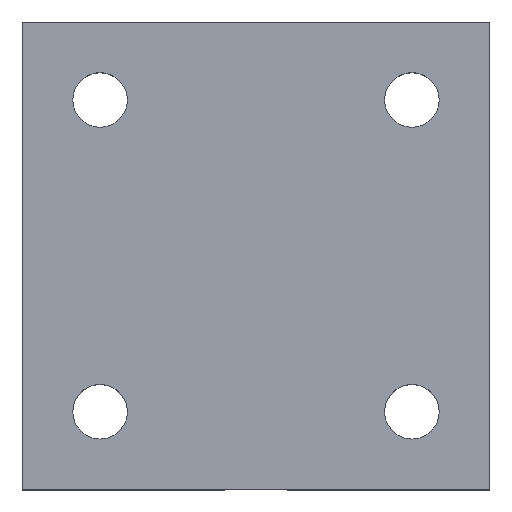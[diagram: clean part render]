
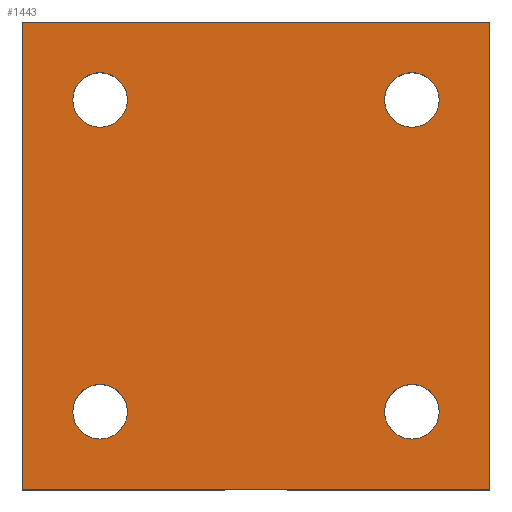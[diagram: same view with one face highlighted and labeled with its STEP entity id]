
A CAD part, top view. The second image highlights one B-rep face of the part: STEP entity #1443.
In plain terms, the highlighted planar face has unit normal (0, 0, 1).
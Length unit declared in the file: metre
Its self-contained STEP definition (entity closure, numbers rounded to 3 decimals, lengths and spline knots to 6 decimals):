
#57=CIRCLE('',#1554,0.00175);
#58=CIRCLE('',#1555,0.00175);
#59=CIRCLE('',#1556,0.00175);
#60=CIRCLE('',#1557,0.00175);
#227=ORIENTED_EDGE('',*,*,#613,.T.);
#228=ORIENTED_EDGE('',*,*,#614,.T.);
#229=ORIENTED_EDGE('',*,*,#615,.T.);
#230=ORIENTED_EDGE('',*,*,#616,.T.);
#231=ORIENTED_EDGE('',*,*,#601,.F.);
#232=ORIENTED_EDGE('',*,*,#604,.T.);
#233=ORIENTED_EDGE('',*,*,#607,.T.);
#234=ORIENTED_EDGE('',*,*,#608,.F.);
#601=EDGE_CURVE('',#802,#803,#922,.T.);
#604=EDGE_CURVE('',#802,#804,#925,.T.);
#607=EDGE_CURVE('',#804,#805,#927,.T.);
#608=EDGE_CURVE('',#803,#805,#928,.T.);
#613=EDGE_CURVE('',#806,#806,#57,.F.);
#614=EDGE_CURVE('',#807,#807,#58,.F.);
#615=EDGE_CURVE('',#808,#808,#59,.F.);
#616=EDGE_CURVE('',#809,#809,#60,.F.);
#802=VERTEX_POINT('',#2168);
#803=VERTEX_POINT('',#2170);
#804=VERTEX_POINT('',#2174);
#805=VERTEX_POINT('',#2179);
#806=VERTEX_POINT('',#2193);
#807=VERTEX_POINT('',#2195);
#808=VERTEX_POINT('',#2197);
#809=VERTEX_POINT('',#2199);
#922=LINE('',#2169,#1066);
#925=LINE('',#2175,#1069);
#927=LINE('',#2180,#1071);
#928=LINE('',#2182,#1072);
#1066=VECTOR('',#1721,1.);
#1069=VECTOR('',#1726,1.);
#1071=VECTOR('',#1732,1.);
#1072=VECTOR('',#1735,1.);
#1178=EDGE_LOOP('',(#227));
#1179=EDGE_LOOP('',(#228));
#1180=EDGE_LOOP('',(#229));
#1181=EDGE_LOOP('',(#230));
#1182=EDGE_LOOP('',(#231,#232,#233,#234));
#1290=FACE_BOUND('',#1178,.T.);
#1291=FACE_BOUND('',#1179,.T.);
#1292=FACE_BOUND('',#1180,.T.);
#1293=FACE_BOUND('',#1181,.T.);
#1294=FACE_BOUND('',#1182,.T.);
#1387=PLANE('',#1553);
#1443=ADVANCED_FACE('',(#1290,#1291,#1292,#1293,#1294),#1387,.T.);
#1553=AXIS2_PLACEMENT_3D('',#2191,#1748,#1749);
#1554=AXIS2_PLACEMENT_3D('',#2192,#1750,#1751);
#1555=AXIS2_PLACEMENT_3D('',#2194,#1752,#1753);
#1556=AXIS2_PLACEMENT_3D('',#2196,#1754,#1755);
#1557=AXIS2_PLACEMENT_3D('',#2198,#1756,#1757);
#1721=DIRECTION('',(-1.,0.,0.));
#1726=DIRECTION('',(0.,1.,0.));
#1732=DIRECTION('',(-1.,0.,0.));
#1735=DIRECTION('',(0.,1.,0.));
#1748=DIRECTION('',(0.,0.,1.));
#1749=DIRECTION('',(1.,0.,0.));
#1750=DIRECTION('',(0.,0.,1.));
#1751=DIRECTION('',(1.,0.,0.));
#1752=DIRECTION('',(0.,0.,1.));
#1753=DIRECTION('',(1.,0.,0.));
#1754=DIRECTION('',(0.,0.,1.));
#1755=DIRECTION('',(1.,0.,0.));
#1756=DIRECTION('',(0.,0.,1.));
#1757=DIRECTION('',(1.,0.,0.));
#2168=CARTESIAN_POINT('',(0.015,-0.015,0.016));
#2169=CARTESIAN_POINT('',(-0.0085,-0.015,0.016));
#2170=CARTESIAN_POINT('',(-0.015,-0.015,0.016));
#2174=CARTESIAN_POINT('',(0.015,0.015,0.016));
#2175=CARTESIAN_POINT('',(0.015,0.,0.016));
#2179=CARTESIAN_POINT('',(-0.015,0.015,0.016));
#2180=CARTESIAN_POINT('',(0.,0.015,0.016));
#2182=CARTESIAN_POINT('',(-0.015,0.,0.016));
#2191=CARTESIAN_POINT('',(0.,0.,0.016));
#2192=CARTESIAN_POINT('',(-0.01,0.01,0.016));
#2193=CARTESIAN_POINT('',(-0.00825,0.01,0.016));
#2194=CARTESIAN_POINT('',(-0.01,-0.01,0.016));
#2195=CARTESIAN_POINT('',(-0.00825,-0.01,0.016));
#2196=CARTESIAN_POINT('',(0.01,-0.01,0.016));
#2197=CARTESIAN_POINT('',(0.01175,-0.01,0.016));
#2198=CARTESIAN_POINT('',(0.01,0.01,0.016));
#2199=CARTESIAN_POINT('',(0.01175,0.01,0.016));
